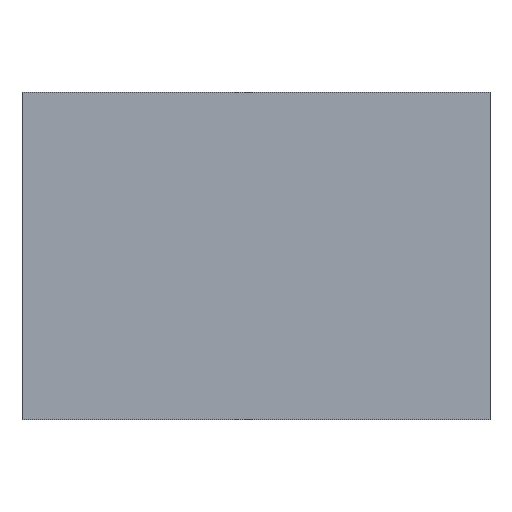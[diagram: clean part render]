
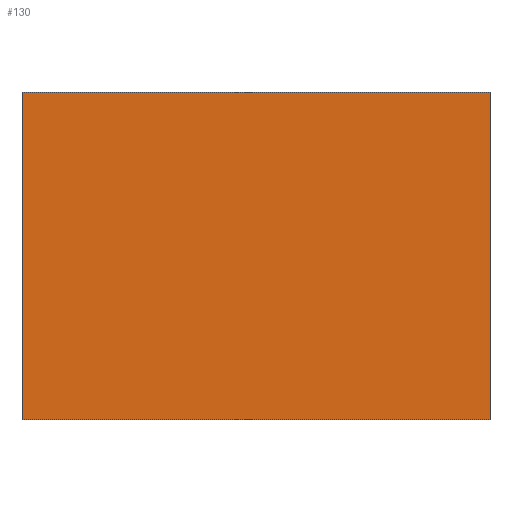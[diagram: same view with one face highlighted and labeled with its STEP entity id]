
A CAD part, top view. The second image highlights one B-rep face of the part: STEP entity #130.
In plain terms, the highlighted planar face has unit normal (0, 0, 1).
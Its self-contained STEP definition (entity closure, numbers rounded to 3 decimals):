
#4 = ORIENTED_EDGE ( 'NONE', *, *, #75, .T. ) ;
#6 = LINE ( 'NONE', #218, #73 ) ;
#21 = EDGE_LOOP ( 'NONE', ( #281, #264, #254, #4 ) ) ;
#24 = AXIS2_PLACEMENT_3D ( 'NONE', #88, #53, #33 ) ;
#32 = DIRECTION ( 'NONE',  ( -1., 0., 0. ) ) ;
#33 = DIRECTION ( 'NONE',  ( -1., 0., 0. ) ) ;
#34 = CARTESIAN_POINT ( 'NONE',  ( 25., -17.5, 1.1 ) ) ;
#51 = VERTEX_POINT ( 'NONE', #74 ) ;
#53 = DIRECTION ( 'NONE',  ( 0., 0., -1. ) ) ;
#56 = PLANE ( 'NONE',  #24 ) ;
#57 = CARTESIAN_POINT ( 'NONE',  ( 25., 17.5, 1.1 ) ) ;
#68 = VECTOR ( 'NONE', #32, 1000. ) ;
#73 = VECTOR ( 'NONE', #297, 1000. ) ;
#74 = CARTESIAN_POINT ( 'NONE',  ( -25., -17.5, 1.1 ) ) ;
#75 = EDGE_CURVE ( 'NONE', #51, #154, #6, .T. ) ;
#82 = CARTESIAN_POINT ( 'NONE',  ( 25., -17.5, 1.1 ) ) ;
#88 = CARTESIAN_POINT ( 'NONE',  ( 0., 0., 1.1 ) ) ;
#118 = LINE ( 'NONE', #249, #220 ) ;
#130 = ADVANCED_FACE ( 'NONE', ( #277 ), #56, .F. ) ;
#142 = LINE ( 'NONE', #278, #68 ) ;
#154 = VERTEX_POINT ( 'NONE', #82 ) ;
#158 = DIRECTION ( 'NONE',  ( 0., -1., 0. ) ) ;
#169 = EDGE_CURVE ( 'NONE', #208, #236, #142, .T. ) ;
#206 = DIRECTION ( 'NONE',  ( 0., 1., 0. ) ) ;
#208 = VERTEX_POINT ( 'NONE', #57 ) ;
#218 = CARTESIAN_POINT ( 'NONE',  ( -25., -17.5, 1.1 ) ) ;
#219 = EDGE_CURVE ( 'NONE', #154, #208, #287, .T. ) ;
#220 = VECTOR ( 'NONE', #158, 1000. ) ;
#236 = VERTEX_POINT ( 'NONE', #301 ) ;
#245 = VECTOR ( 'NONE', #206, 1000. ) ;
#249 = CARTESIAN_POINT ( 'NONE',  ( -25., -17.5, 1.1 ) ) ;
#254 = ORIENTED_EDGE ( 'NONE', *, *, #306, .T. ) ;
#264 = ORIENTED_EDGE ( 'NONE', *, *, #169, .T. ) ;
#277 = FACE_OUTER_BOUND ( 'NONE', #21, .T. ) ;
#278 = CARTESIAN_POINT ( 'NONE',  ( -25., 17.5, 1.1 ) ) ;
#281 = ORIENTED_EDGE ( 'NONE', *, *, #219, .T. ) ;
#287 = LINE ( 'NONE', #34, #245 ) ;
#297 = DIRECTION ( 'NONE',  ( 1., 0., 0. ) ) ;
#301 = CARTESIAN_POINT ( 'NONE',  ( -25., 17.5, 1.1 ) ) ;
#306 = EDGE_CURVE ( 'NONE', #236, #51, #118, .T. ) ;
